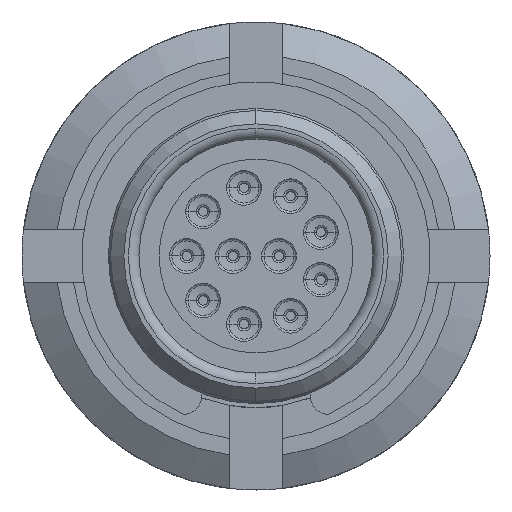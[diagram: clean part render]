
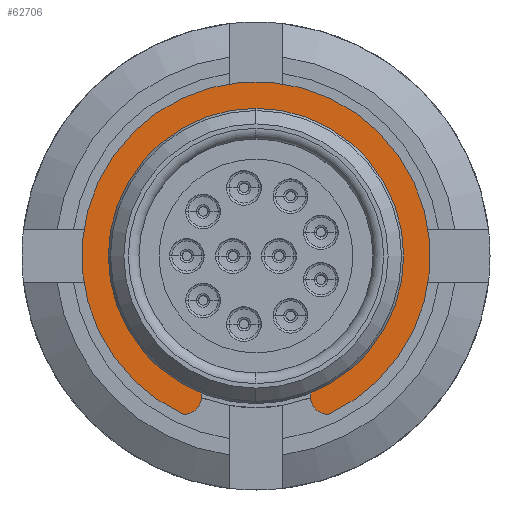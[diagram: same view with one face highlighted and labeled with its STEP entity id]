
A CAD part, left-side view. The second image highlights one B-rep face of the part: STEP entity #62706.
In plain terms, the highlighted planar face has unit normal (-1, 0, 0).
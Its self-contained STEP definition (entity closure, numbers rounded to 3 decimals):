
#1188 = CARTESIAN_POINT ( 'NONE',  ( 10.412, 0., 0. ) ) ;
#1842 = DIRECTION ( 'NONE',  ( 0., 0., -1. ) ) ;
#3096 = AXIS2_PLACEMENT_3D ( 'NONE', #1188, #8186, #37051 ) ;
#3117 = CARTESIAN_POINT ( 'NONE',  ( 10.412, -2.73, -4.582 ) ) ;
#7655 = AXIS2_PLACEMENT_3D ( 'NONE', #63381, #27930, #69670 ) ;
#8186 = DIRECTION ( 'NONE',  ( 1., 0., 0. ) ) ;
#15194 = PLANE ( 'NONE',  #59296 ) ;
#15855 = VERTEX_POINT ( 'NONE', #3117 ) ;
#18588 = VERTEX_POINT ( 'NONE', #36988 ) ;
#21687 = EDGE_CURVE ( 'NONE', #18588, #43709, #70770, .T. ) ;
#23869 = AXIS2_PLACEMENT_3D ( 'NONE', #49499, #55471, #1842 ) ;
#25975 = ORIENTED_EDGE ( 'NONE', *, *, #57382, .F. ) ;
#27930 = DIRECTION ( 'NONE',  ( 1., 0., 0. ) ) ;
#27992 = VERTEX_POINT ( 'NONE', #48582 ) ;
#28272 = CARTESIAN_POINT ( 'NONE',  ( 10.412, 0., 0. ) ) ;
#34037 = DIRECTION ( 'NONE',  ( 0., 0., -1. ) ) ;
#36988 = CARTESIAN_POINT ( 'NONE',  ( 10.412, 2.731, -5.957 ) ) ;
#37051 = DIRECTION ( 'NONE',  ( 0., 0., -1. ) ) ;
#37929 = CIRCLE ( 'NONE', #7655, 0.688 ) ;
#40103 = DIRECTION ( 'NONE',  ( 1., 0., 0. ) ) ;
#41919 = EDGE_CURVE ( 'NONE', #27992, #18588, #58192, .T. ) ;
#42214 = DIRECTION ( 'NONE',  ( 0., 0., -1. ) ) ;
#43197 = EDGE_CURVE ( 'NONE', #27992, #15855, #43953, .T. ) ;
#43709 = VERTEX_POINT ( 'NONE', #71290 ) ;
#43953 = CIRCLE ( 'NONE', #50202, 5.334 ) ;
#48221 = DIRECTION ( 'NONE',  ( 1., 0., 0. ) ) ;
#48582 = CARTESIAN_POINT ( 'NONE',  ( 10.412, 2.731, -4.582 ) ) ;
#49499 = CARTESIAN_POINT ( 'NONE',  ( 10.412, 2.731, -5.269 ) ) ;
#50035 = EDGE_LOOP ( 'NONE', ( #55979, #72988, #76181, #25975 ) ) ;
#50202 = AXIS2_PLACEMENT_3D ( 'NONE', #53968, #48221, #42214 ) ;
#53968 = CARTESIAN_POINT ( 'NONE',  ( 10.412, 0., 0. ) ) ;
#55471 = DIRECTION ( 'NONE',  ( 1., 0., 0. ) ) ;
#55979 = ORIENTED_EDGE ( 'NONE', *, *, #21687, .F. ) ;
#57382 = EDGE_CURVE ( 'NONE', #43709, #15855, #37929, .T. ) ;
#58192 = CIRCLE ( 'NONE', #23869, 0.688 ) ;
#59296 = AXIS2_PLACEMENT_3D ( 'NONE', #28272, #40103, #34037 ) ;
#62706 = ADVANCED_FACE ( 'NONE', ( #63987 ), #15194, .F. ) ;
#63381 = CARTESIAN_POINT ( 'NONE',  ( 10.412, -2.73, -5.27 ) ) ;
#63987 = FACE_OUTER_BOUND ( 'NONE', #50035, .T. ) ;
#69670 = DIRECTION ( 'NONE',  ( 0., 0., -1. ) ) ;
#70770 = CIRCLE ( 'NONE', #3096, 6.553 ) ;
#71290 = CARTESIAN_POINT ( 'NONE',  ( 10.412, -2.73, -5.957 ) ) ;
#72988 = ORIENTED_EDGE ( 'NONE', *, *, #41919, .F. ) ;
#76181 = ORIENTED_EDGE ( 'NONE', *, *, #43197, .T. ) ;
